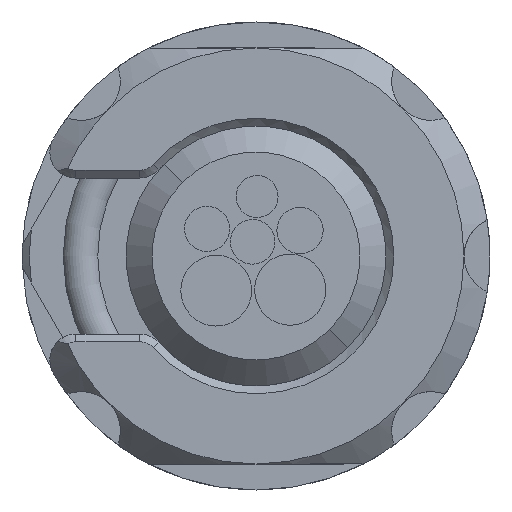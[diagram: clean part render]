
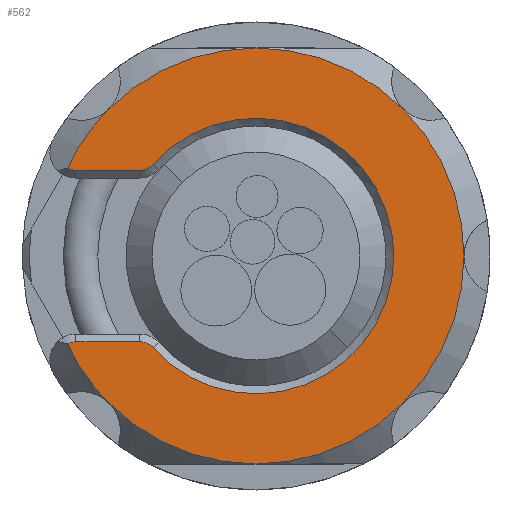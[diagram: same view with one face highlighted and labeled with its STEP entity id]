
A CAD part, front view. The second image highlights one B-rep face of the part: STEP entity #562.
In plain terms, the highlighted planar face has unit normal (0, -1, 0).
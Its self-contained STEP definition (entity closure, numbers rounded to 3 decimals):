
#132 = DIRECTION ( 'NONE',  ( -1., 0., 0. ) ) ;
#137 = FACE_OUTER_BOUND ( 'NONE', #4293, .T. ) ;
#150 = CARTESIAN_POINT ( 'NONE',  ( 5.657, -12.652, 5.657 ) ) ;
#268 = DIRECTION ( 'NONE',  ( -0.707, 0., 0.707 ) ) ;
#319 = CIRCLE ( 'NONE', #6236, 8. ) ;
#550 = VERTEX_POINT ( 'NONE', #1380 ) ;
#562 = ADVANCED_FACE ( 'NONE', ( #137 ), #2932, .T. ) ;
#702 = EDGE_CURVE ( 'NONE', #5186, #4380, #2088, .T. ) ;
#704 = DIRECTION ( 'NONE',  ( 0., -1., 0. ) ) ;
#706 = ORIENTED_EDGE ( 'NONE', *, *, #3404, .T. ) ;
#748 = DIRECTION ( 'NONE',  ( 0., -1., 0. ) ) ;
#750 = CARTESIAN_POINT ( 'NONE',  ( 0., -12.652, 0. ) ) ;
#753 = EDGE_CURVE ( 'NONE', #5249, #5792, #5347, .T. ) ;
#761 = AXIS2_PLACEMENT_3D ( 'NONE', #2749, #4630, #6224 ) ;
#844 = CARTESIAN_POINT ( 'NONE',  ( 0., -12.652, 0. ) ) ;
#860 = VECTOR ( 'NONE', #4109, 1000. ) ;
#886 = AXIS2_PLACEMENT_3D ( 'NONE', #1246, #6359, #2429 ) ;
#986 = AXIS2_PLACEMENT_3D ( 'NONE', #3426, #6898, #6339 ) ;
#996 = DIRECTION ( 'NONE',  ( -1., 0., 0. ) ) ;
#1064 = VERTEX_POINT ( 'NONE', #2058 ) ;
#1116 = DIRECTION ( 'NONE',  ( 0., -1., 0. ) ) ;
#1135 = CARTESIAN_POINT ( 'NONE',  ( -4.472, -12.652, 3.3 ) ) ;
#1140 = CIRCLE ( 'NONE', #2838, 8. ) ;
#1168 = CARTESIAN_POINT ( 'NONE',  ( 0., -12.652, 0. ) ) ;
#1182 = EDGE_CURVE ( 'NONE', #1064, #6837, #5769, .T. ) ;
#1246 = CARTESIAN_POINT ( 'NONE',  ( 0., -12.652, 0. ) ) ;
#1258 = CARTESIAN_POINT ( 'NONE',  ( -5.657, -12.652, -5.657 ) ) ;
#1267 = AXIS2_PLACEMENT_3D ( 'NONE', #750, #1342, #5965 ) ;
#1297 = EDGE_CURVE ( 'NONE', #4380, #4386, #3788, .T. ) ;
#1342 = DIRECTION ( 'NONE',  ( 0., -1., 0. ) ) ;
#1380 = CARTESIAN_POINT ( 'NONE',  ( -5.657, -12.652, 5.657 ) ) ;
#1386 = CARTESIAN_POINT ( 'NONE',  ( -3.95, -12.652, 3.533 ) ) ;
#1528 = ORIENTED_EDGE ( 'NONE', *, *, #6018, .T. ) ;
#1641 = CARTESIAN_POINT ( 'NONE',  ( 0., -12.652, 0. ) ) ;
#1667 = EDGE_CURVE ( 'NONE', #5479, #550, #4544, .T. ) ;
#1668 = CARTESIAN_POINT ( 'NONE',  ( -3.95, -12.652, -3.533 ) ) ;
#1804 = CARTESIAN_POINT ( 'NONE',  ( -6.928, -12.652, 3.3 ) ) ;
#2019 = DIRECTION ( 'NONE',  ( 0., -1., 0. ) ) ;
#2058 = CARTESIAN_POINT ( 'NONE',  ( -7.251, -12.652, 3.379 ) ) ;
#2088 = CIRCLE ( 'NONE', #2692, 8. ) ;
#2128 = EDGE_CURVE ( 'NONE', #6382, #5098, #3118, .T. ) ;
#2149 = ORIENTED_EDGE ( 'NONE', *, *, #4072, .T. ) ;
#2190 = AXIS2_PLACEMENT_3D ( 'NONE', #6631, #704, #132 ) ;
#2323 = DIRECTION ( 'NONE',  ( -0.707, 0., 0.707 ) ) ;
#2429 = DIRECTION ( 'NONE',  ( -0.707, 0., 0.707 ) ) ;
#2431 = CIRCLE ( 'NONE', #3398, 5.3 ) ;
#2550 = DIRECTION ( 'NONE',  ( 0., -1., 0. ) ) ;
#2691 = ORIENTED_EDGE ( 'NONE', *, *, #2128, .T. ) ;
#2692 = AXIS2_PLACEMENT_3D ( 'NONE', #1641, #1116, #2323 ) ;
#2749 = CARTESIAN_POINT ( 'NONE',  ( -4.472, -12.652, 4. ) ) ;
#2760 = CARTESIAN_POINT ( 'NONE',  ( 0., -12.652, 8. ) ) ;
#2787 = VERTEX_POINT ( 'NONE', #3442 ) ;
#2838 = AXIS2_PLACEMENT_3D ( 'NONE', #3034, #2550, #7154 ) ;
#2909 = DIRECTION ( 'NONE',  ( -0.707, 0., 0.707 ) ) ;
#2932 = PLANE ( 'NONE',  #6477 ) ;
#3028 = VERTEX_POINT ( 'NONE', #150 ) ;
#3034 = CARTESIAN_POINT ( 'NONE',  ( 0., -12.652, 0. ) ) ;
#3082 = CARTESIAN_POINT ( 'NONE',  ( -6.928, -12.652, -3.3 ) ) ;
#3118 = LINE ( 'NONE', #3082, #860 ) ;
#3342 = DIRECTION ( 'NONE',  ( 0., 1., 0. ) ) ;
#3364 = CARTESIAN_POINT ( 'NONE',  ( 5.657, -12.652, -5.657 ) ) ;
#3398 = AXIS2_PLACEMENT_3D ( 'NONE', #6777, #3342, #5072 ) ;
#3404 = EDGE_CURVE ( 'NONE', #5098, #5186, #7371, .T. ) ;
#3426 = CARTESIAN_POINT ( 'NONE',  ( 0., -12.652, 0. ) ) ;
#3442 = CARTESIAN_POINT ( 'NONE',  ( 8., -12.652, 0. ) ) ;
#3613 = ORIENTED_EDGE ( 'NONE', *, *, #4856, .T. ) ;
#3645 = AXIS2_PLACEMENT_3D ( 'NONE', #844, #5462, #268 ) ;
#3788 = CIRCLE ( 'NONE', #886, 8. ) ;
#3936 = ORIENTED_EDGE ( 'NONE', *, *, #702, .T. ) ;
#4060 = CARTESIAN_POINT ( 'NONE',  ( -6.928, -12.652, -3.3 ) ) ;
#4072 = EDGE_CURVE ( 'NONE', #5506, #2787, #319, .T. ) ;
#4091 = ORIENTED_EDGE ( 'NONE', *, *, #6112, .T. ) ;
#4109 = DIRECTION ( 'NONE',  ( -1., 0., 0. ) ) ;
#4185 = ORIENTED_EDGE ( 'NONE', *, *, #1182, .T. ) ;
#4190 = CARTESIAN_POINT ( 'NONE',  ( 0., -12.652, 0. ) ) ;
#4202 = CARTESIAN_POINT ( 'NONE',  ( 0., -12.652, 0. ) ) ;
#4211 = ORIENTED_EDGE ( 'NONE', *, *, #5966, .T. ) ;
#4293 = EDGE_LOOP ( 'NONE', ( #2691, #706, #3936, #4666, #4091, #2149, #6499, #3613, #6542, #4211, #4185, #5032, #6992, #4958, #1528 ) ) ;
#4380 = VERTEX_POINT ( 'NONE', #1258 ) ;
#4386 = VERTEX_POINT ( 'NONE', #4669 ) ;
#4515 = DIRECTION ( 'NONE',  ( 0., -1., 0. ) ) ;
#4544 = CIRCLE ( 'NONE', #1267, 8. ) ;
#4630 = DIRECTION ( 'NONE',  ( 0., -1., 0. ) ) ;
#4666 = ORIENTED_EDGE ( 'NONE', *, *, #1297, .T. ) ;
#4669 = CARTESIAN_POINT ( 'NONE',  ( 0., -12.652, -8. ) ) ;
#4679 = CARTESIAN_POINT ( 'NONE',  ( -6.928, -12.652, -4. ) ) ;
#4801 = AXIS2_PLACEMENT_3D ( 'NONE', #5760, #4515, #996 ) ;
#4856 = EDGE_CURVE ( 'NONE', #3028, #5479, #1140, .T. ) ;
#4857 = EDGE_CURVE ( 'NONE', #2787, #3028, #6102, .T. ) ;
#4958 = ORIENTED_EDGE ( 'NONE', *, *, #6277, .T. ) ;
#4970 = CIRCLE ( 'NONE', #3645, 8. ) ;
#5032 = ORIENTED_EDGE ( 'NONE', *, *, #6404, .T. ) ;
#5072 = DIRECTION ( 'NONE',  ( -1., 0., 0. ) ) ;
#5092 = VECTOR ( 'NONE', #5183, 1000. ) ;
#5098 = VERTEX_POINT ( 'NONE', #4060 ) ;
#5183 = DIRECTION ( 'NONE',  ( 1., 0., 0. ) ) ;
#5186 = VERTEX_POINT ( 'NONE', #6016 ) ;
#5207 = CIRCLE ( 'NONE', #986, 8. ) ;
#5240 = DIRECTION ( 'NONE',  ( -0.707, 0., 0.707 ) ) ;
#5249 = VERTEX_POINT ( 'NONE', #5336 ) ;
#5336 = CARTESIAN_POINT ( 'NONE',  ( -4.472, -12.652, 3.3 ) ) ;
#5347 = CIRCLE ( 'NONE', #761, 0.7 ) ;
#5462 = DIRECTION ( 'NONE',  ( 0., -1., 0. ) ) ;
#5479 = VERTEX_POINT ( 'NONE', #2760 ) ;
#5506 = VERTEX_POINT ( 'NONE', #3364 ) ;
#5760 = CARTESIAN_POINT ( 'NONE',  ( -6.928, -12.652, 4. ) ) ;
#5769 = CIRCLE ( 'NONE', #4801, 0.7 ) ;
#5792 = VERTEX_POINT ( 'NONE', #1386 ) ;
#5965 = DIRECTION ( 'NONE',  ( -0.707, 0., 0.707 ) ) ;
#5966 = EDGE_CURVE ( 'NONE', #550, #1064, #5207, .T. ) ;
#6016 = CARTESIAN_POINT ( 'NONE',  ( -7.251, -12.652, -3.379 ) ) ;
#6018 = EDGE_CURVE ( 'NONE', #6308, #6382, #6663, .T. ) ;
#6047 = AXIS2_PLACEMENT_3D ( 'NONE', #4679, #6903, #6414 ) ;
#6102 = CIRCLE ( 'NONE', #7059, 8. ) ;
#6112 = EDGE_CURVE ( 'NONE', #4386, #5506, #4970, .T. ) ;
#6224 = DIRECTION ( 'NONE',  ( -1., 0., 0. ) ) ;
#6236 = AXIS2_PLACEMENT_3D ( 'NONE', #1168, #6878, #2909 ) ;
#6277 = EDGE_CURVE ( 'NONE', #5792, #6308, #2431, .T. ) ;
#6308 = VERTEX_POINT ( 'NONE', #1668 ) ;
#6320 = CARTESIAN_POINT ( 'NONE',  ( -4.472, -12.652, -3.3 ) ) ;
#6339 = DIRECTION ( 'NONE',  ( -0.707, 0., 0.707 ) ) ;
#6356 = LINE ( 'NONE', #1135, #5092 ) ;
#6359 = DIRECTION ( 'NONE',  ( 0., -1., 0. ) ) ;
#6382 = VERTEX_POINT ( 'NONE', #6320 ) ;
#6404 = EDGE_CURVE ( 'NONE', #6837, #5249, #6356, .T. ) ;
#6414 = DIRECTION ( 'NONE',  ( -1., 0., 0. ) ) ;
#6477 = AXIS2_PLACEMENT_3D ( 'NONE', #4202, #748, #5240 ) ;
#6499 = ORIENTED_EDGE ( 'NONE', *, *, #4857, .T. ) ;
#6542 = ORIENTED_EDGE ( 'NONE', *, *, #1667, .T. ) ;
#6631 = CARTESIAN_POINT ( 'NONE',  ( -4.472, -12.652, -4. ) ) ;
#6663 = CIRCLE ( 'NONE', #2190, 0.7 ) ;
#6777 = CARTESIAN_POINT ( 'NONE',  ( 0., -12.652, 0. ) ) ;
#6837 = VERTEX_POINT ( 'NONE', #1804 ) ;
#6878 = DIRECTION ( 'NONE',  ( 0., -1., 0. ) ) ;
#6898 = DIRECTION ( 'NONE',  ( 0., -1., 0. ) ) ;
#6903 = DIRECTION ( 'NONE',  ( 0., -1., 0. ) ) ;
#6992 = ORIENTED_EDGE ( 'NONE', *, *, #753, .T. ) ;
#7040 = DIRECTION ( 'NONE',  ( -0.707, 0., 0.707 ) ) ;
#7059 = AXIS2_PLACEMENT_3D ( 'NONE', #4190, #2019, #7040 ) ;
#7154 = DIRECTION ( 'NONE',  ( -0.707, 0., 0.707 ) ) ;
#7371 = CIRCLE ( 'NONE', #6047, 0.7 ) ;
